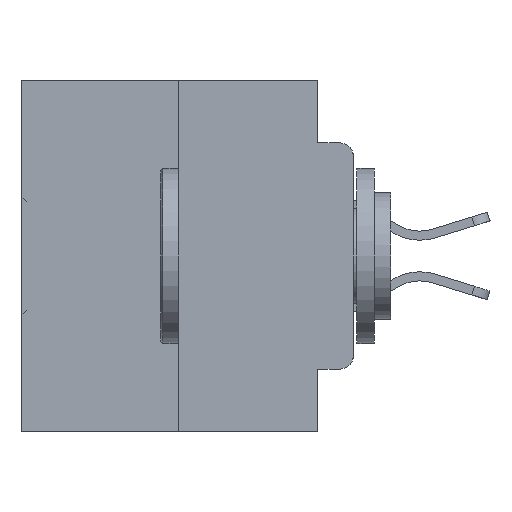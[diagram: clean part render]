
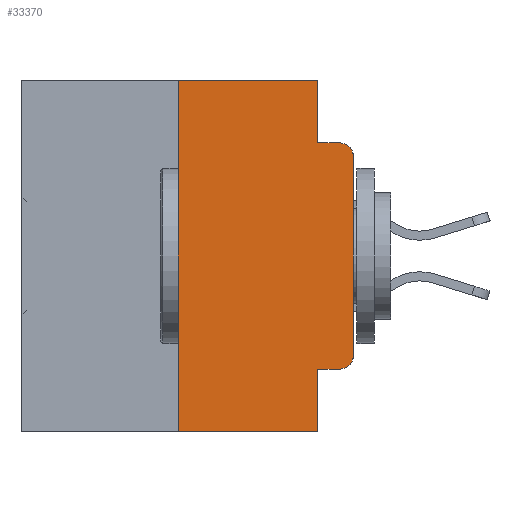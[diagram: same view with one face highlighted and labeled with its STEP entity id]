
A CAD part, left-side view. The second image highlights one B-rep face of the part: STEP entity #33370.
In plain terms, the highlighted planar face has unit normal (-1, 0, 0).
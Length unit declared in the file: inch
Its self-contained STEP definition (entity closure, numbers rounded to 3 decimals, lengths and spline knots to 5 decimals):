
#30 = VERTEX_POINT ( 'NONE', #12758 ) ;
#496 = EDGE_CURVE ( 'NONE', #15540, #24962, #27866, .T. ) ;
#542 = EDGE_LOOP ( 'NONE', ( #10457, #12140, #27306, #6641, #21857, #8356, #22692, #10043, #3742, #18952 ) ) ;
#1244 = DIRECTION ( 'NONE',  ( 0., 0., -1. ) ) ;
#1469 = CARTESIAN_POINT ( 'NONE',  ( 0., 0.25, 0. ) ) ;
#1696 = CARTESIAN_POINT ( 'NONE',  ( 0., 0.051, -0.0885 ) ) ;
#1752 = CARTESIAN_POINT ( 'NONE',  ( 0., 0.473, 0. ) ) ;
#2161 = DIRECTION ( 'NONE',  ( 0., -1., 0. ) ) ;
#3041 = VECTOR ( 'NONE', #20305, 39.37008 ) ;
#3283 = VECTOR ( 'NONE', #17504, 39.37008 ) ;
#3742 = ORIENTED_EDGE ( 'NONE', *, *, #31738, .T. ) ;
#4640 = CARTESIAN_POINT ( 'NONE',  ( 0., 0.051, 0. ) ) ;
#5574 = VERTEX_POINT ( 'NONE', #25056 ) ;
#5894 = EDGE_CURVE ( 'NONE', #14171, #5574, #8037, .T. ) ;
#6613 = CARTESIAN_POINT ( 'NONE',  ( 0., 0.02, -0.0885 ) ) ;
#6641 = ORIENTED_EDGE ( 'NONE', *, *, #10198, .F. ) ;
#6964 = EDGE_CURVE ( 'NONE', #9899, #24962, #14732, .T. ) ;
#7095 = AXIS2_PLACEMENT_3D ( 'NONE', #10530, #31945, #15980 ) ;
#7550 = PLANE ( 'NONE',  #7095 ) ;
#7774 = CARTESIAN_POINT ( 'NONE',  ( 0., 0.051, -0.5 ) ) ;
#8037 = CIRCLE ( 'NONE', #32332, 0.02 ) ;
#8356 = ORIENTED_EDGE ( 'NONE', *, *, #21056, .F. ) ;
#8753 = CARTESIAN_POINT ( 'NONE',  ( 0., 0.25, 0. ) ) ;
#9899 = VERTEX_POINT ( 'NONE', #18851 ) ;
#10043 = ORIENTED_EDGE ( 'NONE', *, *, #496, .F. ) ;
#10198 = EDGE_CURVE ( 'NONE', #33247, #21123, #17038, .T. ) ;
#10457 = ORIENTED_EDGE ( 'NONE', *, *, #14477, .T. ) ;
#10530 = CARTESIAN_POINT ( 'NONE',  ( 0., 0.473, 0. ) ) ;
#10655 = DIRECTION ( 'NONE',  ( 0., 0., -1. ) ) ;
#11002 = VECTOR ( 'NONE', #20172, 39.37008 ) ;
#11334 = DIRECTION ( 'NONE',  ( -1., 0., 0. ) ) ;
#11368 = CARTESIAN_POINT ( 'NONE',  ( 0., 0.051, -0.4115 ) ) ;
#11950 = CARTESIAN_POINT ( 'NONE',  ( 0., 0.051, 0. ) ) ;
#12140 = ORIENTED_EDGE ( 'NONE', *, *, #26441, .T. ) ;
#12758 = CARTESIAN_POINT ( 'NONE',  ( 0., 0., -0.1085 ) ) ;
#12845 = CARTESIAN_POINT ( 'NONE',  ( 0., 0.473, -0.5 ) ) ;
#13545 = VECTOR ( 'NONE', #10655, 39.37008 ) ;
#14171 = VERTEX_POINT ( 'NONE', #18820 ) ;
#14477 = EDGE_CURVE ( 'NONE', #5574, #30, #18216, .T. ) ;
#14732 = LINE ( 'NONE', #12845, #22726 ) ;
#14765 = CARTESIAN_POINT ( 'NONE',  ( 0., 0.051, -0.4115 ) ) ;
#15540 = VERTEX_POINT ( 'NONE', #11368 ) ;
#15728 = DIRECTION ( 'NONE',  ( -1., 0., 0. ) ) ;
#15777 = DIRECTION ( 'NONE',  ( 0., 0., -1. ) ) ;
#15980 = DIRECTION ( 'NONE',  ( 0., 0., -1. ) ) ;
#16073 = FACE_OUTER_BOUND ( 'NONE', #542, .T. ) ;
#16478 = VECTOR ( 'NONE', #23275, 39.37008 ) ;
#16938 = AXIS2_PLACEMENT_3D ( 'NONE', #27464, #11334, #30109 ) ;
#17038 = LINE ( 'NONE', #11950, #30376 ) ;
#17504 = DIRECTION ( 'NONE',  ( 0., -1., 0. ) ) ;
#18216 = LINE ( 'NONE', #28141, #11002 ) ;
#18820 = CARTESIAN_POINT ( 'NONE',  ( 0., 0.02, -0.4115 ) ) ;
#18851 = CARTESIAN_POINT ( 'NONE',  ( 0., 0.25, -0.5 ) ) ;
#18952 = ORIENTED_EDGE ( 'NONE', *, *, #5894, .T. ) ;
#19163 = CIRCLE ( 'NONE', #16938, 0.02 ) ;
#20172 = DIRECTION ( 'NONE',  ( 0., 0., 1. ) ) ;
#20305 = DIRECTION ( 'NONE',  ( 0., 0., 1. ) ) ;
#21056 = EDGE_CURVE ( 'NONE', #9899, #26499, #29902, .T. ) ;
#21123 = VERTEX_POINT ( 'NONE', #1696 ) ;
#21857 = ORIENTED_EDGE ( 'NONE', *, *, #33644, .F. ) ;
#22398 = CARTESIAN_POINT ( 'NONE',  ( 0., 0.051, -0.0885 ) ) ;
#22692 = ORIENTED_EDGE ( 'NONE', *, *, #6964, .T. ) ;
#22726 = VECTOR ( 'NONE', #2161, 39.37008 ) ;
#23275 = DIRECTION ( 'NONE',  ( 0., -1., 0. ) ) ;
#23297 = CARTESIAN_POINT ( 'NONE',  ( 0., 0.02, -0.3915 ) ) ;
#24685 = VERTEX_POINT ( 'NONE', #6613 ) ;
#24962 = VERTEX_POINT ( 'NONE', #7774 ) ;
#25056 = CARTESIAN_POINT ( 'NONE',  ( 0., 0., -0.3915 ) ) ;
#25111 = DIRECTION ( 'NONE',  ( 0., -1., 0. ) ) ;
#26441 = EDGE_CURVE ( 'NONE', #30, #24685, #19163, .T. ) ;
#26499 = VERTEX_POINT ( 'NONE', #8753 ) ;
#26712 = LINE ( 'NONE', #22398, #32054 ) ;
#27306 = ORIENTED_EDGE ( 'NONE', *, *, #28216, .F. ) ;
#27464 = CARTESIAN_POINT ( 'NONE',  ( 0., 0.02, -0.1085 ) ) ;
#27866 = LINE ( 'NONE', #33076, #13545 ) ;
#28141 = CARTESIAN_POINT ( 'NONE',  ( 0., 0., 0. ) ) ;
#28198 = LINE ( 'NONE', #1752, #16478 ) ;
#28216 = EDGE_CURVE ( 'NONE', #21123, #24685, #26712, .T. ) ;
#29902 = LINE ( 'NONE', #1469, #3041 ) ;
#30109 = DIRECTION ( 'NONE',  ( 0., 0., -1. ) ) ;
#30376 = VECTOR ( 'NONE', #1244, 39.37008 ) ;
#31738 = EDGE_CURVE ( 'NONE', #15540, #14171, #31795, .T. ) ;
#31795 = LINE ( 'NONE', #14765, #3283 ) ;
#31945 = DIRECTION ( 'NONE',  ( 1., 0., 0. ) ) ;
#32054 = VECTOR ( 'NONE', #25111, 39.37008 ) ;
#32332 = AXIS2_PLACEMENT_3D ( 'NONE', #23297, #15728, #15777 ) ;
#33076 = CARTESIAN_POINT ( 'NONE',  ( 0., 0.051, 0. ) ) ;
#33247 = VERTEX_POINT ( 'NONE', #4640 ) ;
#33370 = ADVANCED_FACE ( 'NONE', ( #16073 ), #7550, .F. ) ;
#33644 = EDGE_CURVE ( 'NONE', #26499, #33247, #28198, .T. ) ;
